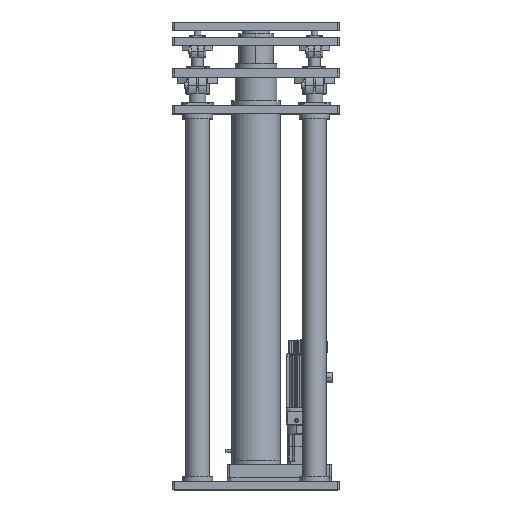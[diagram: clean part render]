
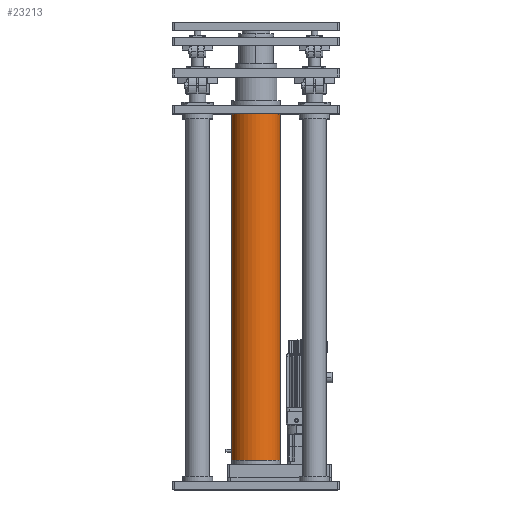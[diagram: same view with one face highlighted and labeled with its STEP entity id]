
A CAD part, top view. The second image highlights one B-rep face of the part: STEP entity #23213.
In plain terms, the highlighted cylindrical face has radius 72.5 mm (diameter 145 mm), a partial arc.
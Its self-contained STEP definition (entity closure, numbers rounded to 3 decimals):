
#94 = CARTESIAN_POINT ( 'NONE',  ( 72.493, 1.036, 25.128 ) ) ;
#1017 = CARTESIAN_POINT ( 'NONE',  ( 72.417, 3.471, 26.994 ) ) ;
#2876 = CARTESIAN_POINT ( 'NONE',  ( 72.5, 0., 33. ) ) ;
#3361 = CARTESIAN_POINT ( 'NONE',  ( 72.479, 1.775, 32.594 ) ) ;
#8154 = CARTESIAN_POINT ( 'NONE',  ( 72.43, 3.18, 26.559 ) ) ;
#9081 = CARTESIAN_POINT ( 'NONE',  ( 72.489, 1.289, 25.204 ) ) ;
#9996 = CARTESIAN_POINT ( 'NONE',  ( 72.417, 3.473, 31.001 ) ) ;
#10945 = CARTESIAN_POINT ( 'NONE',  ( 72.5, 0.264, 33. ) ) ;
#11592 = VERTEX_POINT ( 'NONE', #90561 ) ;
#13310 = AXIS2_PLACEMENT_3D ( 'NONE', #51833, #80845, #43284 ) ;
#16220 = CARTESIAN_POINT ( 'NONE',  ( 72.5, 0.261, 25. ) ) ;
#17292 = VECTOR ( 'NONE', #20750, 1000. ) ;
#17489 = VERTEX_POINT ( 'NONE', #47375 ) ;
#18348 = ORIENTED_EDGE ( 'NONE', *, *, #40697, .T. ) ;
#18548 = CARTESIAN_POINT ( 'NONE',  ( 72.489, 1.294, 32.794 ) ) ;
#19096 = DIRECTION ( 'NONE',  ( 0., 0., 1. ) ) ;
#19103 = CARTESIAN_POINT ( 'NONE',  ( 72.5, 0., 0. ) ) ;
#20750 = DIRECTION ( 'NONE',  ( 0., 0., -1. ) ) ;
#21456 = CYLINDRICAL_SURFACE ( 'NONE', #13310, 72.5 ) ;
#23213 = ADVANCED_FACE ( 'NONE', ( #57105 ), #21456, .T. ) ;
#24717 = CARTESIAN_POINT ( 'NONE',  ( -72.5, 0., 1062. ) ) ;
#27401 = CARTESIAN_POINT ( 'NONE',  ( 72.5, 0., 1062. ) ) ;
#28412 = CARTESIAN_POINT ( 'NONE',  ( 72.5, 0., 1062. ) ) ;
#30014 = CARTESIAN_POINT ( 'NONE',  ( 72.411, 3.594, 27.224 ) ) ;
#30053 = ORIENTED_EDGE ( 'NONE', *, *, #72213, .F. ) ;
#32370 = CARTESIAN_POINT ( 'NONE',  ( 72.39, 4., 29.261 ) ) ;
#37168 = CARTESIAN_POINT ( 'NONE',  ( 72.438, 3.011, 26.354 ) ) ;
#37760 = VECTOR ( 'NONE', #88454, 1000. ) ;
#38089 = CARTESIAN_POINT ( 'NONE',  ( 72.459, 2.44, 25.82 ) ) ;
#38556 = CARTESIAN_POINT ( 'NONE',  ( 72.473, 2.008, 32.469 ) ) ;
#39016 = CARTESIAN_POINT ( 'NONE',  ( 72.401, 3.797, 30.286 ) ) ;
#39491 = CARTESIAN_POINT ( 'NONE',  ( 72.499, 0.526, 32.974 ) ) ;
#40405 = CARTESIAN_POINT ( 'NONE',  ( 72.39, 4., 28.733 ) ) ;
#40477 = EDGE_CURVE ( 'NONE', #11592, #71297, #52737, .T. ) ;
#40697 = EDGE_CURVE ( 'NONE', #61069, #17489, #65052, .T. ) ;
#40859 = CARTESIAN_POINT ( 'NONE',  ( -72.5, 0., 0. ) ) ;
#41735 = DIRECTION ( 'NONE',  ( 0., 0., -1. ) ) ;
#42883 = ORIENTED_EDGE ( 'NONE', *, *, #56407, .F. ) ;
#43284 = DIRECTION ( 'NONE',  ( -1., 0., 0. ) ) ;
#44804 = VERTEX_POINT ( 'NONE', #19103 ) ;
#46155 = CARTESIAN_POINT ( 'NONE',  ( 72.459, 2.445, 32.177 ) ) ;
#46855 = VECTOR ( 'NONE', #41735, 1000. ) ;
#47375 = CARTESIAN_POINT ( 'NONE',  ( 72.5, 0., 33. ) ) ;
#48161 = CARTESIAN_POINT ( 'NONE',  ( 0., 0., 1037. ) ) ;
#51833 = CARTESIAN_POINT ( 'NONE',  ( 0., 0., 1062. ) ) ;
#52351 = CARTESIAN_POINT ( 'NONE',  ( 72.5, 0., 25. ) ) ;
#52737 = LINE ( 'NONE', #24717, #37760 ) ;
#53283 = CARTESIAN_POINT ( 'NONE',  ( 72.391, 3.974, 28.473 ) ) ;
#54212 = CARTESIAN_POINT ( 'NONE',  ( 72.438, 3.015, 31.642 ) ) ;
#56407 = EDGE_CURVE ( 'NONE', #61069, #11592, #91370, .T. ) ;
#57105 = FACE_OUTER_BOUND ( 'NONE', #66303, .T. ) ;
#59045 = CARTESIAN_POINT ( 'NONE',  ( 72.401, 3.794, 27.708 ) ) ;
#61069 = VERTEX_POINT ( 'NONE', #67904 ) ;
#61391 = CARTESIAN_POINT ( 'NONE',  ( 72.391, 3.974, 29.521 ) ) ;
#62084 = AXIS2_PLACEMENT_3D ( 'NONE', #76676, #19096, #77125 ) ;
#62306 = ORIENTED_EDGE ( 'NONE', *, *, #92994, .T. ) ;
#65052 = LINE ( 'NONE', #28412, #46855 ) ;
#66303 = EDGE_LOOP ( 'NONE', ( #42883, #18348, #30053, #72034, #62306, #71363 ) ) ;
#67106 = AXIS2_PLACEMENT_3D ( 'NONE', #48161, #77205, #84323 ) ;
#67904 = CARTESIAN_POINT ( 'NONE',  ( 72.5, 0., 1037. ) ) ;
#68045 = CARTESIAN_POINT ( 'NONE',  ( 72.493, 1.043, 32.871 ) ) ;
#68530 = CARTESIAN_POINT ( 'NONE',  ( 72.411, 3.596, 30.771 ) ) ;
#70265 = EDGE_CURVE ( 'NONE', #88017, #44804, #85425, .T. ) ;
#71297 = VERTEX_POINT ( 'NONE', #40859 ) ;
#71363 = ORIENTED_EDGE ( 'NONE', *, *, #40477, .F. ) ;
#72034 = ORIENTED_EDGE ( 'NONE', *, *, #70265, .T. ) ;
#72213 = EDGE_CURVE ( 'NONE', #88017, #17489, #90184, .T. ) ;
#73324 = CARTESIAN_POINT ( 'NONE',  ( 72.499, 0.52, 25.025 ) ) ;
#74601 = CARTESIAN_POINT ( 'NONE',  ( 72.5, 0., 25. ) ) ;
#74730 = CARTESIAN_POINT ( 'NONE',  ( 72.396, 3.873, 30.033 ) ) ;
#76120 = CARTESIAN_POINT ( 'NONE',  ( 72.452, 2.646, 32.011 ) ) ;
#76676 = CARTESIAN_POINT ( 'NONE',  ( 0., 0., 0. ) ) ;
#77125 = DIRECTION ( 'NONE',  ( 1., 0., 0. ) ) ;
#77205 = DIRECTION ( 'NONE',  ( 0., 0., 1. ) ) ;
#80440 = CARTESIAN_POINT ( 'NONE',  ( 72.473, 2.003, 25.527 ) ) ;
#80845 = DIRECTION ( 'NONE',  ( 0., 0., -1. ) ) ;
#82320 = CARTESIAN_POINT ( 'NONE',  ( 72.43, 3.184, 31.436 ) ) ;
#84323 = DIRECTION ( 'NONE',  ( 1., 0., 0. ) ) ;
#85425 = LINE ( 'NONE', #27401, #17292 ) ;
#86644 = CARTESIAN_POINT ( 'NONE',  ( 72.452, 2.642, 25.985 ) ) ;
#87114 = CARTESIAN_POINT ( 'NONE',  ( 72.479, 1.77, 25.404 ) ) ;
#88017 = VERTEX_POINT ( 'NONE', #74601 ) ;
#88057 = CARTESIAN_POINT ( 'NONE',  ( 72.397, 3.872, 27.962 ) ) ;
#88454 = DIRECTION ( 'NONE',  ( 0., 0., -1. ) ) ;
#89375 = CIRCLE ( 'NONE', #62084, 72.5 ) ;
#90184 = B_SPLINE_CURVE_WITH_KNOTS ( 'NONE', 3,
 ( #52351, #16220, #73324, #94, #9081, #87114, #80440, #38089, #86644, #37168, #8154, #1017, #30014, #59045, #88057, #53283, #40405, #32370, #61391, #74730, #39016, #68530, #9996, #82320, #54212, #76120, #46155, #38556, #3361, #18548, #68045, #39491, #10945, #2876 ),
 .UNSPECIFIED., .F., .F.,
 ( 4, 2, 2, 2, 2, 2, 2, 2, 2, 2, 2, 2, 2, 2, 2, 2, 4 ),
 ( 0.013, 0.013, 0.014, 0.015, 0.016, 0.016, 0.017, 0.018, 0.019, 0.02, 0.02, 0.021, 0.022, 0.023, 0.023, 0.024, 0.025 ),
 .UNSPECIFIED. ) ;
#90561 = CARTESIAN_POINT ( 'NONE',  ( -72.5, 0., 1037. ) ) ;
#91370 = CIRCLE ( 'NONE', #67106, 72.5 ) ;
#92994 = EDGE_CURVE ( 'NONE', #44804, #71297, #89375, .T. ) ;
